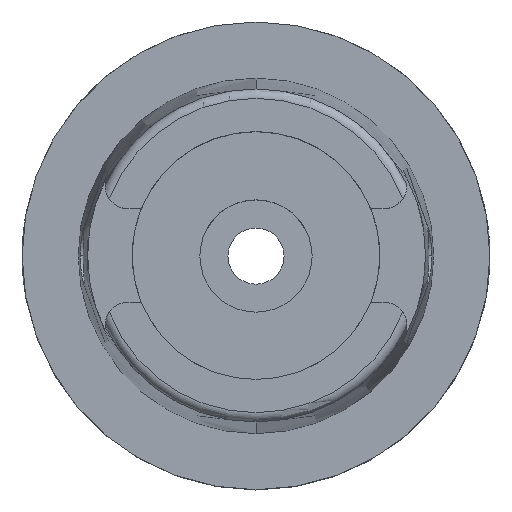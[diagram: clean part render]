
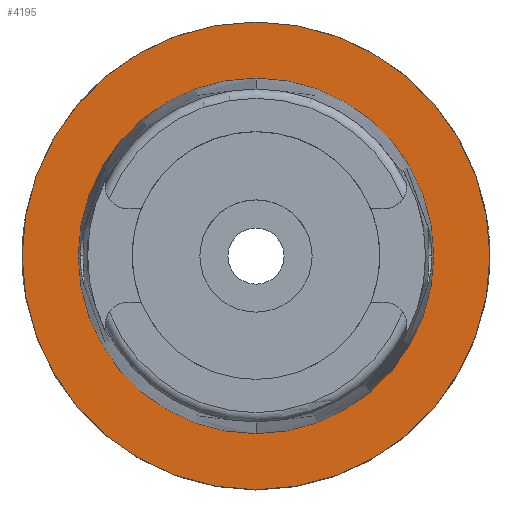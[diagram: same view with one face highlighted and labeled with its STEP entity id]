
A CAD part, top view. The second image highlights one B-rep face of the part: STEP entity #4195.
In plain terms, the highlighted planar face has unit normal (0, 0, 1).
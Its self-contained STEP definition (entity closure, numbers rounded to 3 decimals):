
#2068=CARTESIAN_POINT('',(0.,0.,0.));
#2069=DIRECTION('',(0.,0.,-1.));
#2070=DIRECTION('',(0.,-1.,0.));
#2071=AXIS2_PLACEMENT_3D('',#2068,#2069,#2070);
#2076=CARTESIAN_POINT('',(0.,0.,0.));
#2077=DIRECTION('',(0.,0.,-1.));
#2078=DIRECTION('',(0.,1.,0.));
#2079=AXIS2_PLACEMENT_3D('',#2076,#2077,#2078);
#2084=CARTESIAN_POINT('',(0.,0.,0.));
#2085=DIRECTION('',(0.,0.,1.));
#2086=DIRECTION('',(0.,-1.,0.));
#2087=AXIS2_PLACEMENT_3D('',#2084,#2085,#2086);
#2092=CARTESIAN_POINT('',(0.,0.,0.));
#2093=DIRECTION('',(0.,0.,1.));
#2094=DIRECTION('',(0.,1.,0.));
#2095=AXIS2_PLACEMENT_3D('',#2092,#2093,#2094);
#2392=CARTESIAN_POINT('',(0.,-38.,0.));
#2393=VERTEX_POINT('',#2392);
#2394=CARTESIAN_POINT('',(0.,38.,0.));
#2395=VERTEX_POINT('',#2394);
#2649=CARTESIAN_POINT('',(0.,50.,0.));
#2650=VERTEX_POINT('',#2649);
#2651=CARTESIAN_POINT('',(0.,-50.,0.));
#2652=VERTEX_POINT('',#2651);
#4182=CARTESIAN_POINT('',(0.,0.,0.));
#4183=DIRECTION('',(0.,0.,1.));
#4184=DIRECTION('',(0.,1.,0.));
#4185=AXIS2_PLACEMENT_3D('',#4182,#4183,#4184);
#4186=PLANE('',#4185);
#4187=ORIENTED_EDGE('',*,*,#3947,.T.);
#4188=ORIENTED_EDGE('',*,*,#4056,.T.);
#4189=EDGE_LOOP('',(#4187,#4188));
#4190=FACE_OUTER_BOUND('',#4189,.F.);
#4191=ORIENTED_EDGE('',*,*,#2887,.T.);
#4192=ORIENTED_EDGE('',*,*,#2858,.T.);
#4193=EDGE_LOOP('',(#4191,#4192));
#4194=FACE_BOUND('',#4193,.F.);
#2072=CIRCLE('',#2071,50.);
#2080=CIRCLE('',#2079,50.);
#2088=CIRCLE('',#2087,38.);
#2096=CIRCLE('',#2095,38.);
#2858=EDGE_CURVE('',#2395,#2393,#2096,.T.);
#2887=EDGE_CURVE('',#2393,#2395,#2088,.T.);
#3947=EDGE_CURVE('',#2652,#2650,#2072,.T.);
#4056=EDGE_CURVE('',#2650,#2652,#2080,.T.);
#4195=ADVANCED_FACE('',(#4190,#4194),#4186,.T.);
